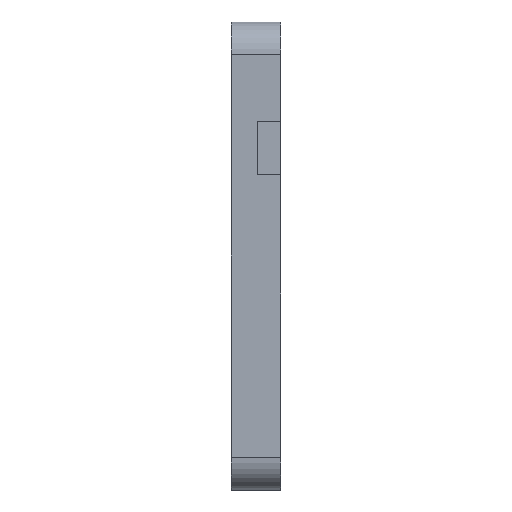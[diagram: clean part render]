
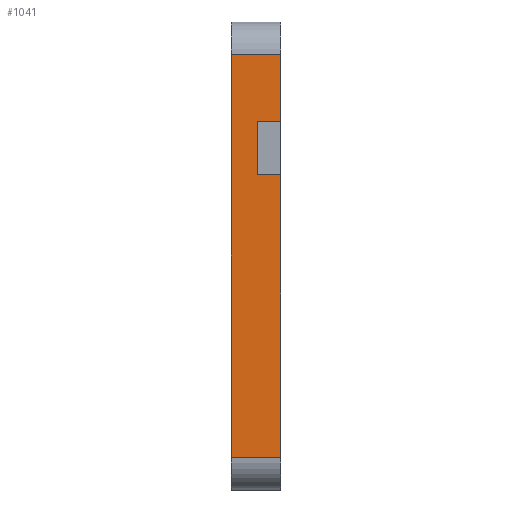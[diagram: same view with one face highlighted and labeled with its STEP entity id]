
A CAD part, left-side view. The second image highlights one B-rep face of the part: STEP entity #1041.
In plain terms, the highlighted planar face has unit normal (-1, 0, 0).
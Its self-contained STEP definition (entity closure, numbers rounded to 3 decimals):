
#32 = EDGE_CURVE ( 'NONE', #229, #1721, #974, .T. ) ;
#74 = EDGE_CURVE ( 'NONE', #1596, #113, #289, .T. ) ;
#77 = CARTESIAN_POINT ( 'NONE',  ( -45., 6.35, -25.825 ) ) ;
#84 = CARTESIAN_POINT ( 'NONE',  ( -45., 6.35, 25.825 ) ) ;
#101 = EDGE_CURVE ( 'NONE', #113, #492, #703, .T. ) ;
#102 = CARTESIAN_POINT ( 'NONE',  ( -45., 6.35, -25.825 ) ) ;
#113 = VERTEX_POINT ( 'NONE', #1042 ) ;
#118 = EDGE_CURVE ( 'NONE', #1779, #1244, #631, .T. ) ;
#137 = CARTESIAN_POINT ( 'NONE',  ( -45., 2.95, 17.225 ) ) ;
#145 = CARTESIAN_POINT ( 'NONE',  ( -45., 2.95, 10.425 ) ) ;
#160 = CARTESIAN_POINT ( 'NONE',  ( -45., 0., 17.225 ) ) ;
#178 = ORIENTED_EDGE ( 'NONE', *, *, #118, .F. ) ;
#188 = DIRECTION ( 'NONE',  ( 0., 0., -1. ) ) ;
#197 = CARTESIAN_POINT ( 'NONE',  ( -45., 0., 10.425 ) ) ;
#214 = VECTOR ( 'NONE', #1202, 1000. ) ;
#229 = VERTEX_POINT ( 'NONE', #160 ) ;
#285 = ORIENTED_EDGE ( 'NONE', *, *, #74, .T. ) ;
#289 = LINE ( 'NONE', #77, #1118 ) ;
#332 = CARTESIAN_POINT ( 'NONE',  ( -45., 6.35, -25.825 ) ) ;
#406 = FACE_OUTER_BOUND ( 'NONE', #496, .T. ) ;
#429 = ORIENTED_EDGE ( 'NONE', *, *, #1531, .F. ) ;
#492 = VERTEX_POINT ( 'NONE', #197 ) ;
#496 = EDGE_LOOP ( 'NONE', ( #178, #1183, #526, #1827, #1894, #285, #1962, #429 ) ) ;
#526 = ORIENTED_EDGE ( 'NONE', *, *, #32, .T. ) ;
#532 = DIRECTION ( 'NONE',  ( 0., 0., 1. ) ) ;
#583 = EDGE_CURVE ( 'NONE', #1033, #1721, #1293, .T. ) ;
#586 = VECTOR ( 'NONE', #1061, 1000. ) ;
#587 = DIRECTION ( 'NONE',  ( 0., 0., 1. ) ) ;
#631 = LINE ( 'NONE', #137, #214 ) ;
#698 = DIRECTION ( 'NONE',  ( 0., -1., 0. ) ) ;
#703 = LINE ( 'NONE', #1066, #1909 ) ;
#769 = LINE ( 'NONE', #102, #887 ) ;
#777 = EDGE_CURVE ( 'NONE', #229, #1779, #1047, .T. ) ;
#807 = CARTESIAN_POINT ( 'NONE',  ( -45., 0., 25.825 ) ) ;
#861 = CARTESIAN_POINT ( 'NONE',  ( -45., 0., -25.825 ) ) ;
#887 = VECTOR ( 'NONE', #587, 1000. ) ;
#895 = DIRECTION ( 'NONE',  ( 0., 0., 1. ) ) ;
#949 = VECTOR ( 'NONE', #532, 1000. ) ;
#974 = LINE ( 'NONE', #861, #949 ) ;
#1006 = CARTESIAN_POINT ( 'NONE',  ( -45., 2.95, 10.425 ) ) ;
#1029 = DIRECTION ( 'NONE',  ( 0., -1., 0. ) ) ;
#1033 = VERTEX_POINT ( 'NONE', #1122 ) ;
#1041 = ADVANCED_FACE ( 'NONE', ( #406 ), #1265, .F. ) ;
#1042 = CARTESIAN_POINT ( 'NONE',  ( -45., 0., -25.825 ) ) ;
#1047 = LINE ( 'NONE', #1363, #586 ) ;
#1061 = DIRECTION ( 'NONE',  ( 0., 1., 0. ) ) ;
#1066 = CARTESIAN_POINT ( 'NONE',  ( -45., 0., -25.825 ) ) ;
#1118 = VECTOR ( 'NONE', #698, 1000. ) ;
#1122 = CARTESIAN_POINT ( 'NONE',  ( -45., 6.35, 25.825 ) ) ;
#1151 = LINE ( 'NONE', #1006, #1747 ) ;
#1183 = ORIENTED_EDGE ( 'NONE', *, *, #777, .F. ) ;
#1202 = DIRECTION ( 'NONE',  ( 0., 0., -1. ) ) ;
#1223 = AXIS2_PLACEMENT_3D ( 'NONE', #332, #1281, #188 ) ;
#1244 = VERTEX_POINT ( 'NONE', #145 ) ;
#1265 = PLANE ( 'NONE',  #1223 ) ;
#1281 = DIRECTION ( 'NONE',  ( 1., 0., 0. ) ) ;
#1293 = LINE ( 'NONE', #84, #1625 ) ;
#1336 = DIRECTION ( 'NONE',  ( 0., -1., 0. ) ) ;
#1363 = CARTESIAN_POINT ( 'NONE',  ( -45., 2.95, 17.225 ) ) ;
#1373 = CARTESIAN_POINT ( 'NONE',  ( -45., 6.35, -25.825 ) ) ;
#1531 = EDGE_CURVE ( 'NONE', #1244, #492, #1151, .T. ) ;
#1596 = VERTEX_POINT ( 'NONE', #1373 ) ;
#1625 = VECTOR ( 'NONE', #1029, 1000. ) ;
#1721 = VERTEX_POINT ( 'NONE', #807 ) ;
#1747 = VECTOR ( 'NONE', #1336, 1000. ) ;
#1779 = VERTEX_POINT ( 'NONE', #2017 ) ;
#1827 = ORIENTED_EDGE ( 'NONE', *, *, #583, .F. ) ;
#1894 = ORIENTED_EDGE ( 'NONE', *, *, #2002, .F. ) ;
#1909 = VECTOR ( 'NONE', #895, 1000. ) ;
#1962 = ORIENTED_EDGE ( 'NONE', *, *, #101, .T. ) ;
#2002 = EDGE_CURVE ( 'NONE', #1596, #1033, #769, .T. ) ;
#2017 = CARTESIAN_POINT ( 'NONE',  ( -45., 2.95, 17.225 ) ) ;
